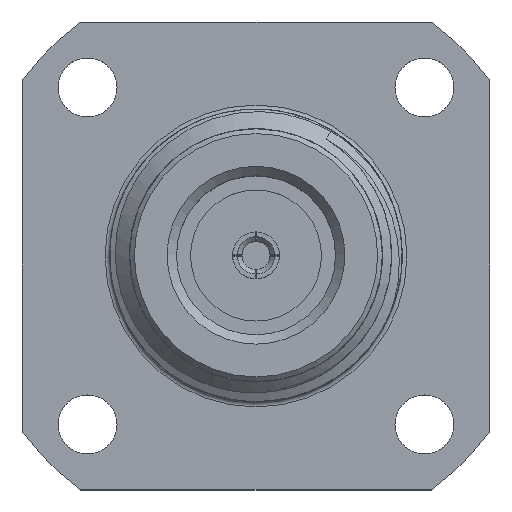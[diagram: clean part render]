
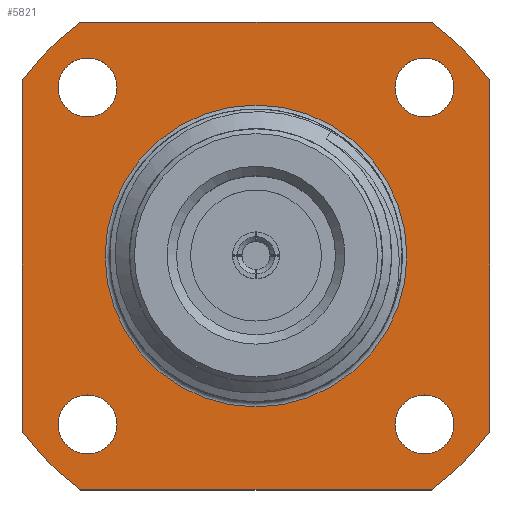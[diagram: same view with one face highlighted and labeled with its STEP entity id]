
A CAD part, top view. The second image highlights one B-rep face of the part: STEP entity #5821.
In plain terms, the highlighted planar face has unit normal (0, 0, 1).
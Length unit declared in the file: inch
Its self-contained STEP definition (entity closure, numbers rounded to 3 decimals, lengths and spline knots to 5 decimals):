
#8 = VERTEX_POINT ( 'NONE', #2988 ) ;
#44 = CARTESIAN_POINT ( 'NONE',  ( 0.423, 0.36, 0. ) ) ;
#129 = VERTEX_POINT ( 'NONE', #685 ) ;
#228 = ORIENTED_EDGE ( 'NONE', *, *, #2508, .F. ) ;
#252 = ORIENTED_EDGE ( 'NONE', *, *, #3080, .T. ) ;
#278 = LINE ( 'NONE', #1120, #4115 ) ;
#306 = DIRECTION ( 'NONE',  ( -1., 0., 0. ) ) ;
#325 = CIRCLE ( 'NONE', #3648, 0.063 ) ;
#373 = DIRECTION ( 'NONE',  ( 1., 0., 0. ) ) ;
#403 = CARTESIAN_POINT ( 'NONE',  ( 0., 0., 0. ) ) ;
#493 = LINE ( 'NONE', #4082, #3654 ) ;
#543 = CARTESIAN_POINT ( 'NONE',  ( -0.36, 0.36, 0. ) ) ;
#561 = ORIENTED_EDGE ( 'NONE', *, *, #1528, .T. ) ;
#585 = DIRECTION ( 'NONE',  ( 1., 0., 0. ) ) ;
#617 = VECTOR ( 'NONE', #3926, 39.37008 ) ;
#671 = LINE ( 'NONE', #2533, #617 ) ;
#685 = CARTESIAN_POINT ( 'NONE',  ( 0.5, -0.375, 0. ) ) ;
#702 = DIRECTION ( 'NONE',  ( -1., 0., 0. ) ) ;
#856 = FACE_BOUND ( 'NONE', #1953, .T. ) ;
#901 = ORIENTED_EDGE ( 'NONE', *, *, #3253, .F. ) ;
#909 = AXIS2_PLACEMENT_3D ( 'NONE', #2218, #2599, #4929 ) ;
#915 = FACE_BOUND ( 'NONE', #5724, .T. ) ;
#983 = CARTESIAN_POINT ( 'NONE',  ( 0.5, -0.5, 0. ) ) ;
#990 = VERTEX_POINT ( 'NONE', #1809 ) ;
#1014 = AXIS2_PLACEMENT_3D ( 'NONE', #2893, #1066, #702 ) ;
#1040 = CARTESIAN_POINT ( 'NONE',  ( 0., 0., 0. ) ) ;
#1053 = DIRECTION ( 'NONE',  ( 0., 0., 1. ) ) ;
#1066 = DIRECTION ( 'NONE',  ( 0., 0., -1. ) ) ;
#1120 = CARTESIAN_POINT ( 'NONE',  ( -0.5, 0.5, 0. ) ) ;
#1149 = VERTEX_POINT ( 'NONE', #3332 ) ;
#1189 = AXIS2_PLACEMENT_3D ( 'NONE', #5361, #1800, #4447 ) ;
#1303 = CARTESIAN_POINT ( 'NONE',  ( 0., 0., 0. ) ) ;
#1363 = VERTEX_POINT ( 'NONE', #3362 ) ;
#1389 = DIRECTION ( 'NONE',  ( 1., 0., 0. ) ) ;
#1418 = EDGE_CURVE ( 'NONE', #3927, #1149, #671, .T. ) ;
#1426 = LINE ( 'NONE', #983, #2699 ) ;
#1499 = DIRECTION ( 'NONE',  ( 1., 0., 0. ) ) ;
#1506 = VERTEX_POINT ( 'NONE', #3726 ) ;
#1528 = EDGE_CURVE ( 'NONE', #1968, #1363, #278, .T. ) ;
#1711 = ORIENTED_EDGE ( 'NONE', *, *, #1418, .T. ) ;
#1718 = DIRECTION ( 'NONE',  ( 0., 0., -1. ) ) ;
#1790 = EDGE_CURVE ( 'NONE', #4193, #4193, #3357, .T. ) ;
#1800 = DIRECTION ( 'NONE',  ( 0., 0., -1. ) ) ;
#1809 = CARTESIAN_POINT ( 'NONE',  ( 0.375, -0.5, 0. ) ) ;
#1951 = CARTESIAN_POINT ( 'NONE',  ( -0.297, 0.36, 0. ) ) ;
#1953 = EDGE_LOOP ( 'NONE', ( #3727 ) ) ;
#1968 = VERTEX_POINT ( 'NONE', #5826 ) ;
#2024 = ORIENTED_EDGE ( 'NONE', *, *, #3809, .F. ) ;
#2119 = ORIENTED_EDGE ( 'NONE', *, *, #5774, .F. ) ;
#2144 = AXIS2_PLACEMENT_3D ( 'NONE', #403, #1718, #2215 ) ;
#2153 = CARTESIAN_POINT ( 'NONE',  ( 0., 0., 0. ) ) ;
#2170 = CARTESIAN_POINT ( 'NONE',  ( -0.5, 0.375, 0. ) ) ;
#2205 = CARTESIAN_POINT ( 'NONE',  ( 0.5, 0.375, 0. ) ) ;
#2210 = EDGE_LOOP ( 'NONE', ( #901 ) ) ;
#2215 = DIRECTION ( 'NONE',  ( -1., 0., 0. ) ) ;
#2218 = CARTESIAN_POINT ( 'NONE',  ( -0.36, -0.36, 0. ) ) ;
#2421 = AXIS2_PLACEMENT_3D ( 'NONE', #2153, #3963, #306 ) ;
#2427 = CIRCLE ( 'NONE', #5718, 0.625 ) ;
#2508 = EDGE_CURVE ( 'NONE', #4166, #4166, #325, .T. ) ;
#2533 = CARTESIAN_POINT ( 'NONE',  ( -0.5, -0.5, 0. ) ) ;
#2599 = DIRECTION ( 'NONE',  ( 0., 0., 1. ) ) ;
#2657 = FACE_BOUND ( 'NONE', #3584, .T. ) ;
#2699 = VECTOR ( 'NONE', #4580, 39.37008 ) ;
#2883 = AXIS2_PLACEMENT_3D ( 'NONE', #5477, #4157, #1499 ) ;
#2891 = CIRCLE ( 'NONE', #1014, 0.625 ) ;
#2892 = EDGE_CURVE ( 'NONE', #1506, #1506, #5237, .T. ) ;
#2893 = CARTESIAN_POINT ( 'NONE',  ( 0., 0., 0. ) ) ;
#2928 = VERTEX_POINT ( 'NONE', #2205 ) ;
#2948 = VERTEX_POINT ( 'NONE', #5161 ) ;
#2988 = CARTESIAN_POINT ( 'NONE',  ( -0.375, -0.5, 0. ) ) ;
#3010 = ORIENTED_EDGE ( 'NONE', *, *, #5671, .F. ) ;
#3066 = CARTESIAN_POINT ( 'NONE',  ( 0.36, -0.36, 0. ) ) ;
#3080 = EDGE_CURVE ( 'NONE', #129, #2928, #1426, .T. ) ;
#3156 = DIRECTION ( 'NONE',  ( 0., 0., 1. ) ) ;
#3188 = FACE_BOUND ( 'NONE', #2210, .T. ) ;
#3245 = CARTESIAN_POINT ( 'NONE',  ( -0.297, -0.36, 0. ) ) ;
#3253 = EDGE_CURVE ( 'NONE', #5514, #5514, #3456, .T. ) ;
#3332 = CARTESIAN_POINT ( 'NONE',  ( -0.5, -0.375, 0. ) ) ;
#3357 = CIRCLE ( 'NONE', #2883, 0.063 ) ;
#3362 = CARTESIAN_POINT ( 'NONE',  ( -0.375, 0.5, 0. ) ) ;
#3456 = CIRCLE ( 'NONE', #909, 0.063 ) ;
#3561 = EDGE_LOOP ( 'NONE', ( #2119, #1711, #5582, #5825, #2024, #252, #4280, #561 ) ) ;
#3567 = CIRCLE ( 'NONE', #4123, 0.625 ) ;
#3583 = DIRECTION ( 'NONE',  ( 0., 0., -1. ) ) ;
#3584 = EDGE_LOOP ( 'NONE', ( #228 ) ) ;
#3629 = EDGE_CURVE ( 'NONE', #8, #990, #493, .T. ) ;
#3648 = AXIS2_PLACEMENT_3D ( 'NONE', #543, #1053, #4185 ) ;
#3654 = VECTOR ( 'NONE', #1389, 39.37008 ) ;
#3726 = CARTESIAN_POINT ( 'NONE',  ( -0.3225, 0., 0. ) ) ;
#3727 = ORIENTED_EDGE ( 'NONE', *, *, #1790, .F. ) ;
#3774 = EDGE_CURVE ( 'NONE', #8, #1149, #2891, .T. ) ;
#3809 = EDGE_CURVE ( 'NONE', #129, #990, #4313, .T. ) ;
#3926 = DIRECTION ( 'NONE',  ( 0., -1., 0. ) ) ;
#3927 = VERTEX_POINT ( 'NONE', #2170 ) ;
#3963 = DIRECTION ( 'NONE',  ( 0., 0., -1. ) ) ;
#4082 = CARTESIAN_POINT ( 'NONE',  ( -0.5, -0.5, 0. ) ) ;
#4113 = DIRECTION ( 'NONE',  ( 0., 0., 1. ) ) ;
#4115 = VECTOR ( 'NONE', #4360, 39.37008 ) ;
#4123 = AXIS2_PLACEMENT_3D ( 'NONE', #1040, #4113, #585 ) ;
#4157 = DIRECTION ( 'NONE',  ( 0., 0., 1. ) ) ;
#4166 = VERTEX_POINT ( 'NONE', #1951 ) ;
#4185 = DIRECTION ( 'NONE',  ( 1., 0., 0. ) ) ;
#4193 = VERTEX_POINT ( 'NONE', #44 ) ;
#4224 = CIRCLE ( 'NONE', #4776, 0.063 ) ;
#4280 = ORIENTED_EDGE ( 'NONE', *, *, #4549, .T. ) ;
#4313 = CIRCLE ( 'NONE', #2421, 0.625 ) ;
#4360 = DIRECTION ( 'NONE',  ( -1., 0., 0. ) ) ;
#4430 = EDGE_LOOP ( 'NONE', ( #4971 ) ) ;
#4447 = DIRECTION ( 'NONE',  ( -1., 0., 0. ) ) ;
#4458 = PLANE ( 'NONE',  #2144 ) ;
#4541 = FACE_OUTER_BOUND ( 'NONE', #3561, .T. ) ;
#4549 = EDGE_CURVE ( 'NONE', #2928, #1968, #3567, .T. ) ;
#4580 = DIRECTION ( 'NONE',  ( 0., 1., 0. ) ) ;
#4776 = AXIS2_PLACEMENT_3D ( 'NONE', #3066, #3156, #373 ) ;
#4927 = DIRECTION ( 'NONE',  ( -1., 0., 0. ) ) ;
#4929 = DIRECTION ( 'NONE',  ( 1., 0., 0. ) ) ;
#4971 = ORIENTED_EDGE ( 'NONE', *, *, #2892, .T. ) ;
#5161 = CARTESIAN_POINT ( 'NONE',  ( 0.423, -0.36, 0. ) ) ;
#5237 = CIRCLE ( 'NONE', #1189, 0.3225 ) ;
#5361 = CARTESIAN_POINT ( 'NONE',  ( 0., 0., 0. ) ) ;
#5477 = CARTESIAN_POINT ( 'NONE',  ( 0.36, 0.36, 0. ) ) ;
#5514 = VERTEX_POINT ( 'NONE', #3245 ) ;
#5582 = ORIENTED_EDGE ( 'NONE', *, *, #3774, .F. ) ;
#5671 = EDGE_CURVE ( 'NONE', #2948, #2948, #4224, .T. ) ;
#5718 = AXIS2_PLACEMENT_3D ( 'NONE', #1303, #3583, #4927 ) ;
#5724 = EDGE_LOOP ( 'NONE', ( #3010 ) ) ;
#5774 = EDGE_CURVE ( 'NONE', #3927, #1363, #2427, .T. ) ;
#5821 = ADVANCED_FACE ( 'NONE', ( #5840, #3188, #915, #856, #2657, #4541 ), #4458, .F. ) ;
#5825 = ORIENTED_EDGE ( 'NONE', *, *, #3629, .T. ) ;
#5826 = CARTESIAN_POINT ( 'NONE',  ( 0.375, 0.5, 0. ) ) ;
#5840 = FACE_BOUND ( 'NONE', #4430, .T. ) ;
